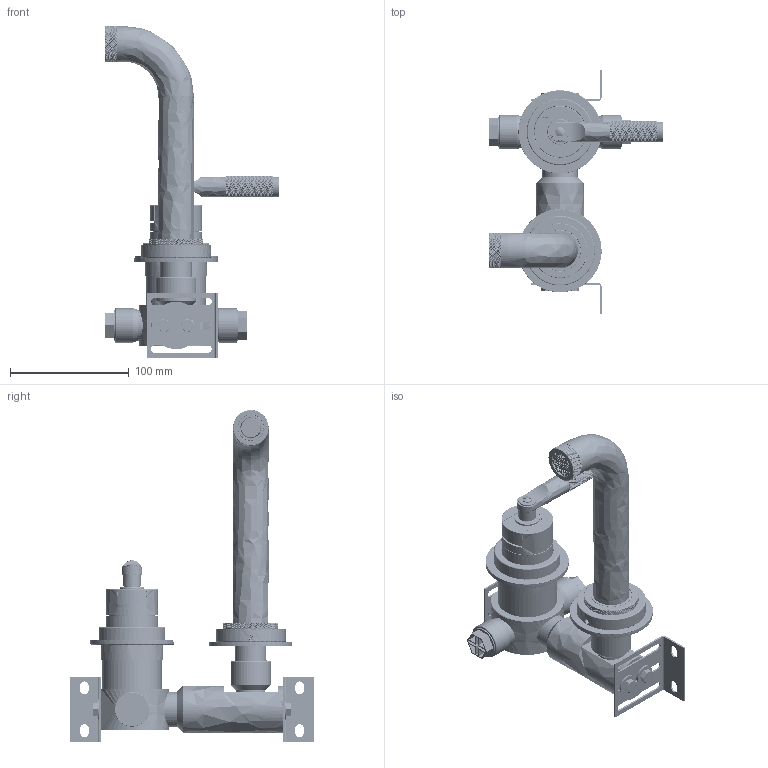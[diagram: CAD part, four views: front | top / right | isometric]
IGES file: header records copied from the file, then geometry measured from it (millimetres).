
Global section: file name: V7K35-1LK-NP; native system: Autodesk Inventor 2018; preprocessor: unknown; author: rclarke; date: 20180228.121309; units: millimetre
Bounding box: 147.1 x 205 x 279.4 mm (x, y, z)
Volume: 488557.3 mm3; surface area: 248980.7 mm2
Topology: 56 solids, 57 shells, 14490 faces, 31805 edges, 17687 vertices
Faces by surface type: bspline 14490
